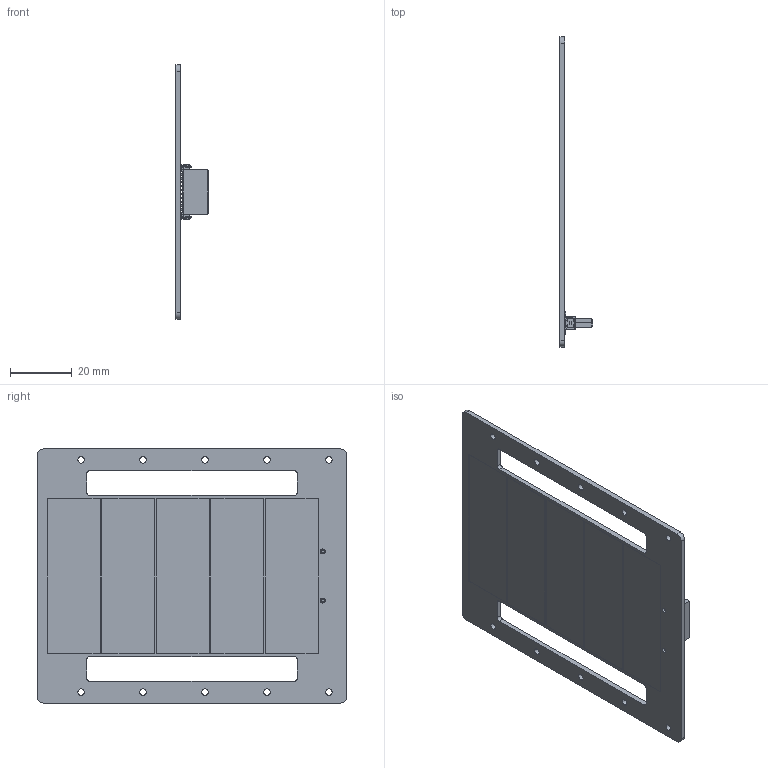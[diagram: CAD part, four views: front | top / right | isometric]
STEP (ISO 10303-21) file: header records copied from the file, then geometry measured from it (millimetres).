
FILE_DESCRIPTION(('FreeCAD Model'),'2;1');
FILE_NAME('solar-module.step','2016-11-26T15:00:29',('FreeCAD'),( 'FreeCAD'),'Open CASCADE STEP processor 6.7','FreeCAD','Unknown');
FILE_SCHEMA(('AUTOMOTIVE_DESIGN_CC2 { 1 2 10303 214 -1 1 5 4 }'));
Products named in the file (2): SOLAR_PANEL_1U.ASM.130; SOLAR_PANEL_1U.ASM.132
Bounding box: 10.66 x 100 x 82 mm (x, y, z)
Volume: 12052.6 mm3; surface area: 16049.7 mm2
Topology: 2 solids, 2 shells, 795 faces, 2152 edges, 1428 vertices
Faces by surface type: plane 565, cylinder 224, torus 4, cone 2
Entity records: 59207 total; most frequent: CARTESIAN_POINT 12011, DIRECTION 7300, LINE 4622, VECTOR 4622, ORIENTED_EDGE 4304, PCURVE 4304, DEFINITIONAL_REPRESENTATION 4304, EDGE_CURVE 2152
